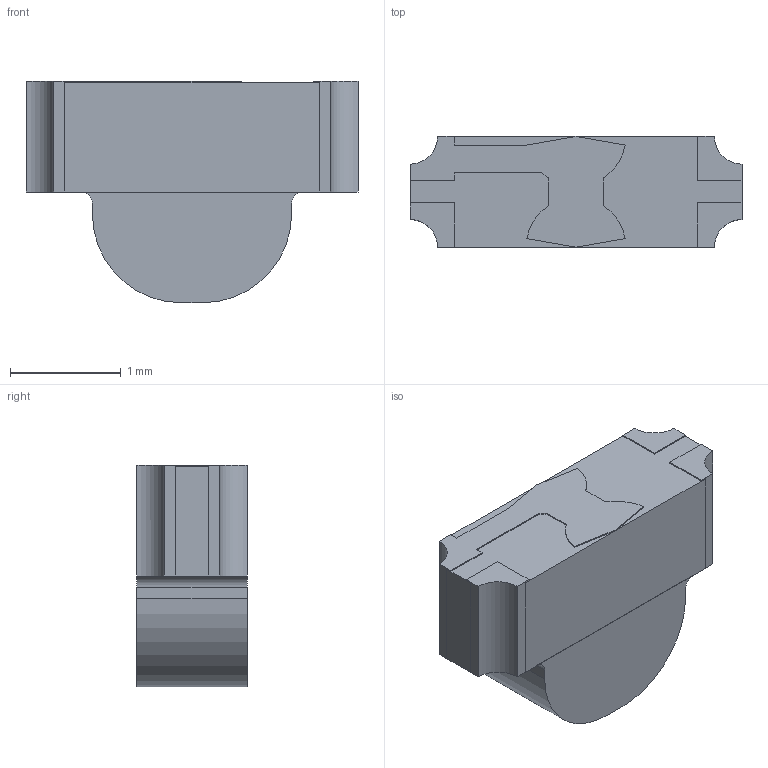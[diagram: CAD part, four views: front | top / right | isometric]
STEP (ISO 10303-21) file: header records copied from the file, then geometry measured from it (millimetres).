
FILE_DESCRIPTION(/* description */ (''),/* implementation_level */ '2;1');
FILE_NAME(/* name */ 'HSMF-C143.step',/* time_stamp */ '2025-06-16T09:23:57-07:00',/* author */ (''),/* organization */ (''),/* preprocessor_version */ 'ST-DEVELOPER v20.1',/* originating_system */ 'Autodesk Translation Framework v14.10.0.0',/* authorisation */ '');
FILE_SCHEMA (('AUTOMOTIVE_DESIGN { 1 0 10303 214 3 1 1 }'));
Length unit declared in the file: millimetre
Products named in the file (1): HSMF-C143
Bounding box: 3 x 1 x 2 mm (x, y, z)
Volume: 4.3 mm3; surface area: 28 mm2
Topology: 6 solids, 6 shells, 69 faces, 171 edges, 114 vertices
Faces by surface type: plane 49, cylinder 20
Entity records: 2094 total; most frequent: CARTESIAN_POINT 355, DIRECTION 351, ORIENTED_EDGE 342, EDGE_CURVE 171, LINE 131, VECTOR 131, VERTEX_POINT 114, AXIS2_PLACEMENT_3D 110
